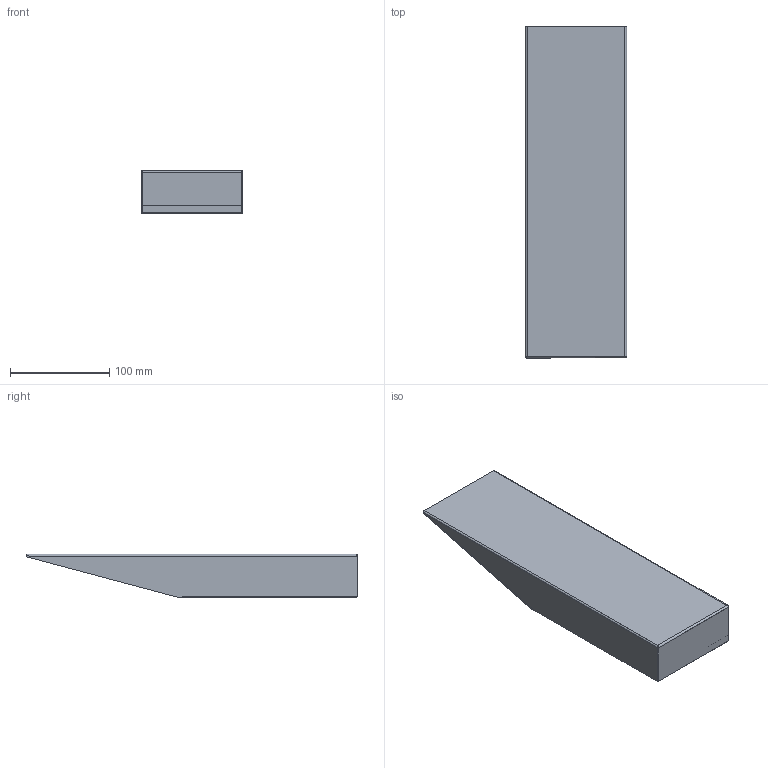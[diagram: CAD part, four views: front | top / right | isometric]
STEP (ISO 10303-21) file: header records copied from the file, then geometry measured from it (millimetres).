
FILE_DESCRIPTION(/* description */ (''),/* implementation_level */ '2;1');
FILE_NAME(/* name */ 'TBBA033514.stp',/* time_stamp */ '2023-02-15T16:25:49+01:00',/* author */ ('dk'),/* organization */ (''),/* preprocessor_version */ 'ST-DEVELOPER v18.1',/* originating_system */ 'Autodesk Inventor 2021',/* authorisation */ '');
FILE_SCHEMA (('AUTOMOTIVE_DESIGN { 1 0 10303 214 3 1 1 }'));
Length unit declared in the file: millimetre
Products named in the file (1): TBBA033514_Shrinkwrap_1
Bounding box: 102 x 334 x 43.8 mm (x, y, z)
Volume: 213096.1 mm3; surface area: 193159.5 mm2
Topology: 2 solids, 2 shells, 50 faces, 114 edges, 68 vertices
Faces by surface type: plane 34, cylinder 10, bspline 4, cone 2
Full cylindrical faces by diameter (mm): 6.647 x2, 12 x2
Entity records: 1591 total; most frequent: CARTESIAN_POINT 357, ORIENTED_EDGE 228, DIRECTION 220, EDGE_CURVE 114, LINE 86, VECTOR 86, VERTEX_POINT 68, AXIS2_PLACEMENT_3D 67
